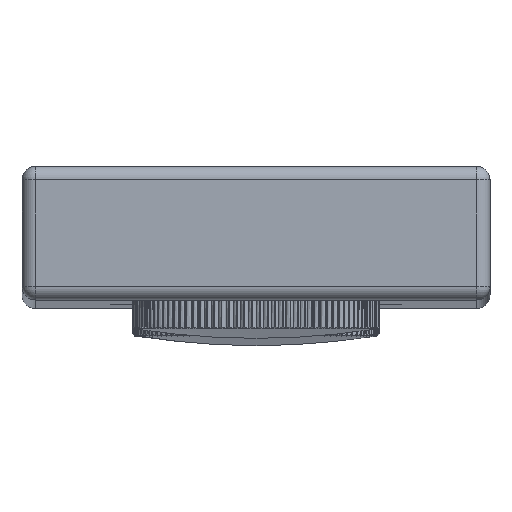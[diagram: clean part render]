
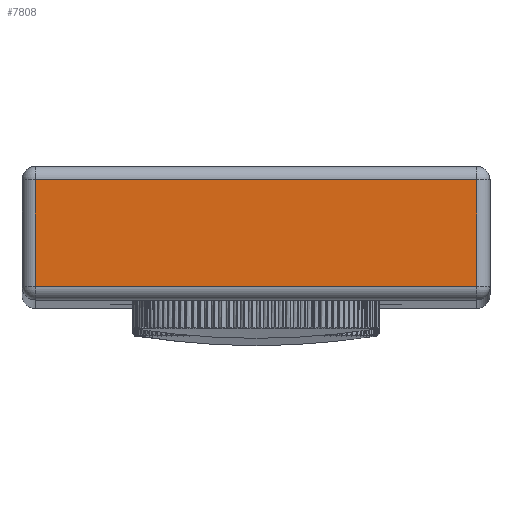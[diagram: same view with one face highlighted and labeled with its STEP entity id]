
A CAD part, top view. The second image highlights one B-rep face of the part: STEP entity #7808.
In plain terms, the highlighted planar face has unit normal (0, 0, 1).
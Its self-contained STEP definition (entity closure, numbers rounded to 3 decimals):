
#1771 = DIRECTION ( 'NONE',  ( 0., -1., 0. ) ) ;
#3309 = CARTESIAN_POINT ( 'NONE',  ( 0., -2., 358. ) ) ;
#4068 = DIRECTION ( 'NONE',  ( 0., 1., 0. ) ) ;
#4901 = DIRECTION ( 'NONE',  ( 1., 0., 0. ) ) ;
#5715 = ORIENTED_EDGE ( 'NONE', *, *, #13919, .T. ) ;
#6213 = VERTEX_POINT ( 'NONE', #19491 ) ;
#7095 = DIRECTION ( 'NONE',  ( 0., 0., -1. ) ) ;
#7808 = ADVANCED_FACE ( 'NONE', ( #22236 ), #20472, .F. ) ;
#8571 = EDGE_CURVE ( 'NONE', #25297, #32042, #25141, .T. ) ;
#10886 = CARTESIAN_POINT ( 'NONE',  ( -33., -18., 358. ) ) ;
#11071 = CARTESIAN_POINT ( 'NONE',  ( 33., -2., 358. ) ) ;
#11843 = VECTOR ( 'NONE', #4901, 1000. ) ;
#13167 = EDGE_CURVE ( 'NONE', #32042, #6213, #33374, .T. ) ;
#13542 = LINE ( 'NONE', #3309, #27858 ) ;
#13919 = EDGE_CURVE ( 'NONE', #26476, #25297, #13542, .T. ) ;
#15863 = ORIENTED_EDGE ( 'NONE', *, *, #8571, .T. ) ;
#17022 = ORIENTED_EDGE ( 'NONE', *, *, #13167, .T. ) ;
#17396 = AXIS2_PLACEMENT_3D ( 'NONE', #17771, #7095, #25907 ) ;
#17771 = CARTESIAN_POINT ( 'NONE',  ( 0., -10., 358. ) ) ;
#17858 = CARTESIAN_POINT ( 'NONE',  ( -33., -10., 358. ) ) ;
#19363 = DIRECTION ( 'NONE',  ( -1., 0., 0. ) ) ;
#19491 = CARTESIAN_POINT ( 'NONE',  ( 33., -18., 358. ) ) ;
#20472 = PLANE ( 'NONE',  #17396 ) ;
#22236 = FACE_OUTER_BOUND ( 'NONE', #23086, .T. ) ;
#22835 = CARTESIAN_POINT ( 'NONE',  ( 33., -10., 358. ) ) ;
#22951 = VECTOR ( 'NONE', #4068, 1000. ) ;
#23086 = EDGE_LOOP ( 'NONE', ( #24382, #5715, #15863, #17022 ) ) ;
#24382 = ORIENTED_EDGE ( 'NONE', *, *, #24697, .T. ) ;
#24697 = EDGE_CURVE ( 'NONE', #6213, #26476, #31854, .T. ) ;
#25141 = LINE ( 'NONE', #17858, #32348 ) ;
#25297 = VERTEX_POINT ( 'NONE', #25755 ) ;
#25755 = CARTESIAN_POINT ( 'NONE',  ( -33., -2., 358. ) ) ;
#25907 = DIRECTION ( 'NONE',  ( -1., 0., 0. ) ) ;
#26476 = VERTEX_POINT ( 'NONE', #11071 ) ;
#27858 = VECTOR ( 'NONE', #19363, 1000. ) ;
#31728 = CARTESIAN_POINT ( 'NONE',  ( 0., -18., 358. ) ) ;
#31854 = LINE ( 'NONE', #22835, #22951 ) ;
#32042 = VERTEX_POINT ( 'NONE', #10886 ) ;
#32348 = VECTOR ( 'NONE', #1771, 1000. ) ;
#33374 = LINE ( 'NONE', #31728, #11843 ) ;
